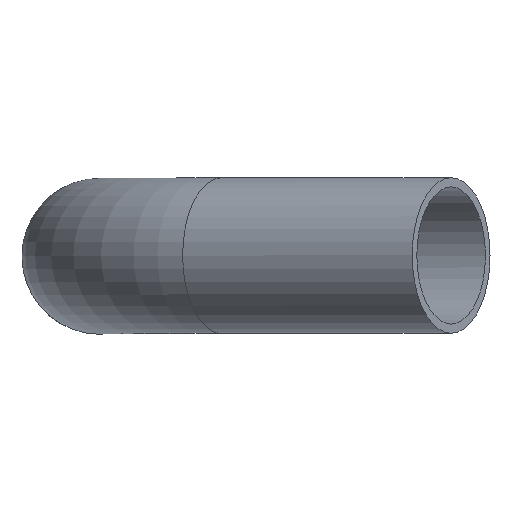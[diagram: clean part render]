
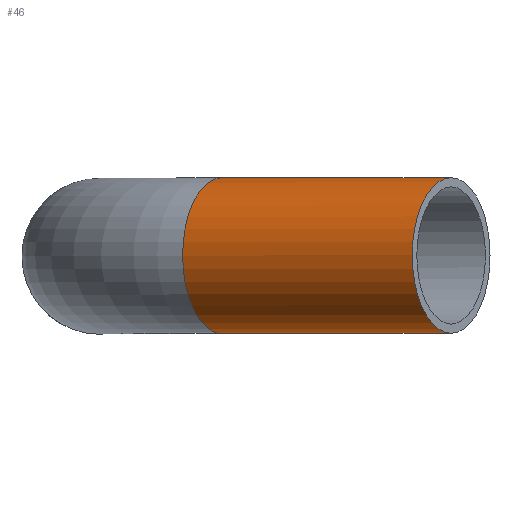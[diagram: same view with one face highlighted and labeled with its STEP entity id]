
A CAD part, top view. The second image highlights one B-rep face of the part: STEP entity #46.
In plain terms, the highlighted cylindrical face has radius 280 mm (diameter 560 mm), a full revolution.
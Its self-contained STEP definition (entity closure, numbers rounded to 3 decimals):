
#46 = ADVANCED_FACE( '', ( #93, #94 ), #95, .T. );
#93 = FACE_OUTER_BOUND( '', #132, .T. );
#94 = FACE_OUTER_BOUND( '', #133, .T. );
#95 = CYLINDRICAL_SURFACE( '', #134, 280. );
#132 = EDGE_LOOP( '', ( #179 ) );
#133 = EDGE_LOOP( '', ( #180 ) );
#134 = AXIS2_PLACEMENT_3D( '', #181, #182, #183 );
#179 = ORIENTED_EDGE( '', *, *, #189, .T. );
#180 = ORIENTED_EDGE( '', *, *, #198, .F. );
#181 = CARTESIAN_POINT( '', ( 1265.156, 0., 2191.314 ) );
#182 = DIRECTION( '', ( -0.866, 0., -0.5 ) );
#183 = DIRECTION( '', ( 0.5, 0., -0.866 ) );
#189 = EDGE_CURVE( '', #208, #208, #209, .T. );
#198 = EDGE_CURVE( '', #221, #221, #222, .T. );
#208 = VERTEX_POINT( '', #232 );
#209 = CIRCLE( '', #233, 280. );
#221 = VERTEX_POINT( '', #245 );
#222 = CIRCLE( '', #246, 280. );
#232 = CARTESIAN_POINT( '', ( 578.5, 0., 1471.557 ) );
#233 = AXIS2_PLACEMENT_3D( '', #257, #258, #259 );
#245 = CARTESIAN_POINT( '', ( 1405.156, 0., 1948.827 ) );
#246 = AXIS2_PLACEMENT_3D( '', #269, #270, #271 );
#257 = CARTESIAN_POINT( '', ( 438.5, 0., 1714.044 ) );
#258 = DIRECTION( '', ( 0.866, 0., 0.5 ) );
#259 = DIRECTION( '', ( 0.5, 0., -0.866 ) );
#269 = CARTESIAN_POINT( '', ( 1265.156, 0., 2191.314 ) );
#270 = DIRECTION( '', ( 0.866, 0., 0.5 ) );
#271 = DIRECTION( '', ( 0.5, 0., -0.866 ) );
